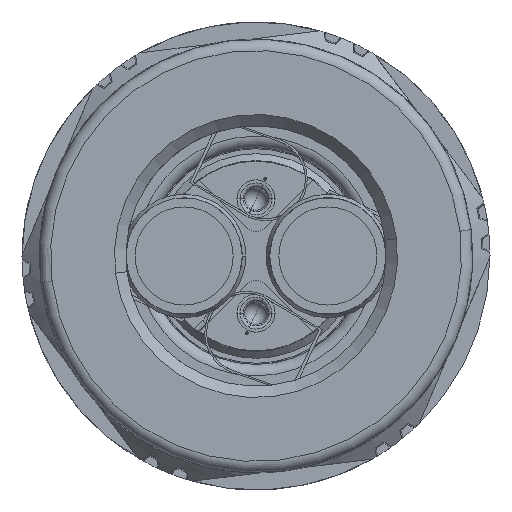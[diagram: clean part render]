
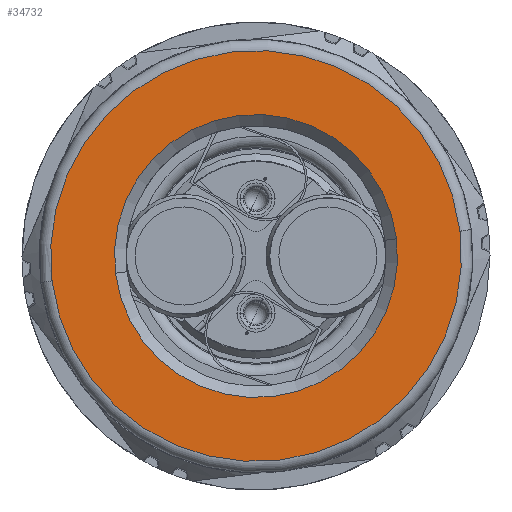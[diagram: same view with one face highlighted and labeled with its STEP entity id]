
A CAD part, front view. The second image highlights one B-rep face of the part: STEP entity #34732.
In plain terms, the highlighted planar face has unit normal (0, -1, 0).
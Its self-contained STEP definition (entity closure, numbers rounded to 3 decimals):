
#4648=CARTESIAN_POINT('',(0.,-48.6,0.));
#4649=DIRECTION('',(0.,-1.,0.));
#4650=DIRECTION('',(0.993,0.,0.117));
#4651=AXIS2_PLACEMENT_3D('',#4648,#4649,#4650);
#4668=CARTESIAN_POINT('',(0.,-48.6,0.));
#4669=DIRECTION('',(0.,1.,0.));
#4670=DIRECTION('',(-0.993,0.,-0.117));
#4671=AXIS2_PLACEMENT_3D('',#4668,#4669,#4670);
#4673=CARTESIAN_POINT('',(0.,-48.6,0.));
#4674=DIRECTION('',(0.,1.,0.));
#4675=DIRECTION('',(0.993,0.,0.117));
#4676=AXIS2_PLACEMENT_3D('',#4673,#4674,#4675);
#4678=CARTESIAN_POINT('',(0.,-48.6,0.));
#4679=DIRECTION('',(0.,-1.,0.));
#4680=DIRECTION('',(0.993,0.,0.122));
#4681=AXIS2_PLACEMENT_3D('',#4678,#4679,#4680);
#4683=CARTESIAN_POINT('',(0.,-48.6,0.));
#4684=DIRECTION('',(0.,-1.,0.));
#4685=DIRECTION('',(-0.122,0.,0.993));
#4686=AXIS2_PLACEMENT_3D('',#4683,#4684,#4685);
#4688=CARTESIAN_POINT('',(0.,-48.6,0.));
#4689=DIRECTION('',(0.,-1.,0.));
#4690=DIRECTION('',(-0.993,0.,-0.122));
#4691=AXIS2_PLACEMENT_3D('',#4688,#4689,#4690);
#4693=CARTESIAN_POINT('',(0.,-48.6,0.));
#4694=DIRECTION('',(0.,-1.,0.));
#4695=DIRECTION('',(0.122,0.,-0.993));
#4696=AXIS2_PLACEMENT_3D('',#4693,#4694,#4695);
#4698=CARTESIAN_POINT('',(0.,-48.6,0.));
#4699=DIRECTION('',(0.,-1.,0.));
#4700=DIRECTION('',(-0.993,0.,-0.117));
#4701=AXIS2_PLACEMENT_3D('',#4698,#4699,#4700);
#23913=CARTESIAN_POINT('',(8.938,-48.6,1.051));
#23914=CARTESIAN_POINT('',(-8.933,-48.6,-1.098));
#23915=VERTEX_POINT('',#23913);
#23916=VERTEX_POINT('',#23914);
#23917=CARTESIAN_POINT('',(8.933,-48.6,1.098));
#23918=VERTEX_POINT('',#23917);
#23919=CARTESIAN_POINT('',(-8.938,-48.6,-1.051));
#23920=VERTEX_POINT('',#23919);
#23921=CARTESIAN_POINT('',(6.154,-48.6,0.756));
#23922=CARTESIAN_POINT('',(-0.756,-48.6,6.154));
#23923=VERTEX_POINT('',#23921);
#23924=VERTEX_POINT('',#23922);
#23925=CARTESIAN_POINT('',(-6.154,-48.6,-0.756));
#23926=VERTEX_POINT('',#23925);
#23927=CARTESIAN_POINT('',(0.756,-48.6,-6.154));
#23928=VERTEX_POINT('',#23927);
#34709=CARTESIAN_POINT('',(0.,-48.6,0.));
#34710=DIRECTION('',(0.,-1.,0.));
#34711=DIRECTION('',(-0.993,0.,-0.122));
#34712=AXIS2_PLACEMENT_3D('',#34709,#34710,#34711);
#34713=PLANE('',#34712);
#34715=ORIENTED_EDGE('',*,*,#34714,.F.);
#34717=ORIENTED_EDGE('',*,*,#34716,.T.);
#34718=ORIENTED_EDGE('',*,*,#34698,.F.);
#34719=ORIENTED_EDGE('',*,*,#34696,.T.);
#34720=EDGE_LOOP('',(#34715,#34717,#34718,#34719));
#34721=FACE_OUTER_BOUND('',#34720,.F.);
#34723=ORIENTED_EDGE('',*,*,#34722,.T.);
#34725=ORIENTED_EDGE('',*,*,#34724,.T.);
#34727=ORIENTED_EDGE('',*,*,#34726,.T.);
#34729=ORIENTED_EDGE('',*,*,#34728,.T.);
#34730=EDGE_LOOP('',(#34723,#34725,#34727,#34729));
#34731=FACE_BOUND('',#34730,.F.);
#34732=ADVANCED_FACE('',(#34721,#34731),#34713,.T.);
#4652=CIRCLE('',#4651,9.);
#4672=CIRCLE('',#4671,9.);
#4677=CIRCLE('',#4676,9.);
#4682=CIRCLE('',#4681,6.2);
#4687=CIRCLE('',#4686,6.2);
#4692=CIRCLE('',#4691,6.2);
#4697=CIRCLE('',#4696,6.2);
#4702=CIRCLE('',#4701,9.);
#34696=EDGE_CURVE('',#23915,#23916,#4677,.T.);
#34698=EDGE_CURVE('',#23915,#23918,#4652,.T.);
#34714=EDGE_CURVE('',#23920,#23916,#4702,.T.);
#34716=EDGE_CURVE('',#23920,#23918,#4672,.T.);
#34722=EDGE_CURVE('',#23923,#23924,#4682,.T.);
#34724=EDGE_CURVE('',#23924,#23926,#4687,.T.);
#34726=EDGE_CURVE('',#23926,#23928,#4692,.T.);
#34728=EDGE_CURVE('',#23928,#23923,#4697,.T.);
